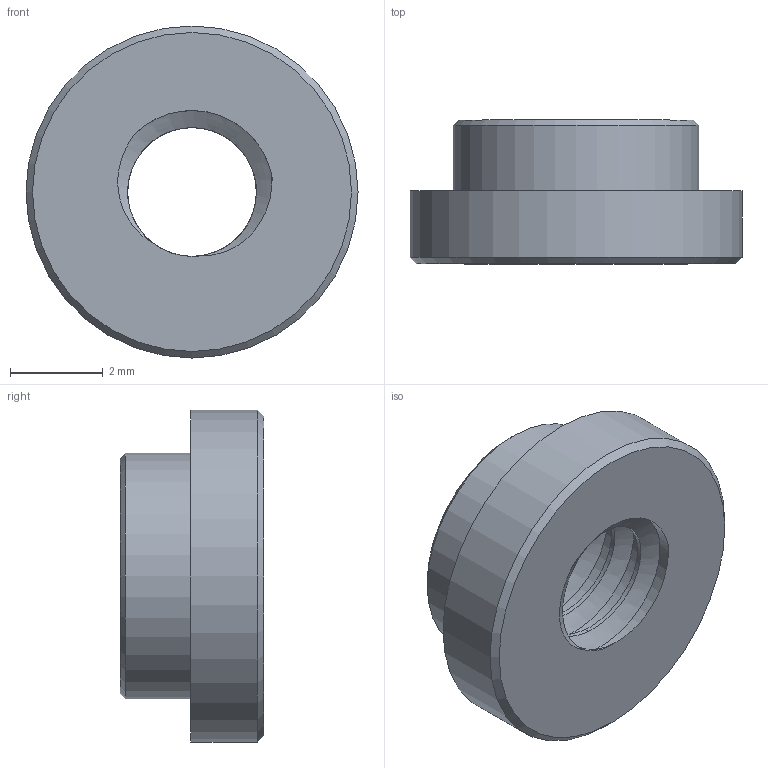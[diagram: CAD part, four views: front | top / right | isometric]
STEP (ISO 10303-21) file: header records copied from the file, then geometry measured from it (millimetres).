
FILE_DESCRIPTION(/* description */ (''),/* implementation_level */ '2;1');
FILE_NAME(/* name */ '534-4891 v1.step',/* time_stamp */ '2018-06-26T19:34:33-06:00',/* author */ ('mima3079'),/* organization */ (''),/* preprocessor_version */ 'ST-DEVELOPER v17',/* originating_system */ 'Autodesk Translation Framework v7.1.0.215',/* authorisation */ '');
FILE_SCHEMA (('AUTOMOTIVE_DESIGN { 1 0 10303 214 3 1 1 }'));
Length unit declared in the file: millimetre
Products named in the file (1): 534-4891
Bounding box: 7.14 x 3.09 x 7.14 mm (x, y, z)
Volume: 70.5 mm3; surface area: 168.8 mm2
Topology: 1 solids, 1 shells, 19 faces, 46 edges, 30 vertices
Faces by surface type: cylinder 12, plane 3, cone 2, bspline 2
Full cylindrical faces by diameter (mm): 2.769 x4, 3.505 x3, 5.28 x1, 7.14 x1
Entity records: 1311 total; most frequent: CARTESIAN_POINT 867, ORIENTED_EDGE 92, DIRECTION 70, EDGE_CURVE 46, VERTEX_POINT 30, AXIS2_PLACEMENT_3D 29, B_SPLINE_CURVE_WITH_KNOTS 23, EDGE_LOOP 22
